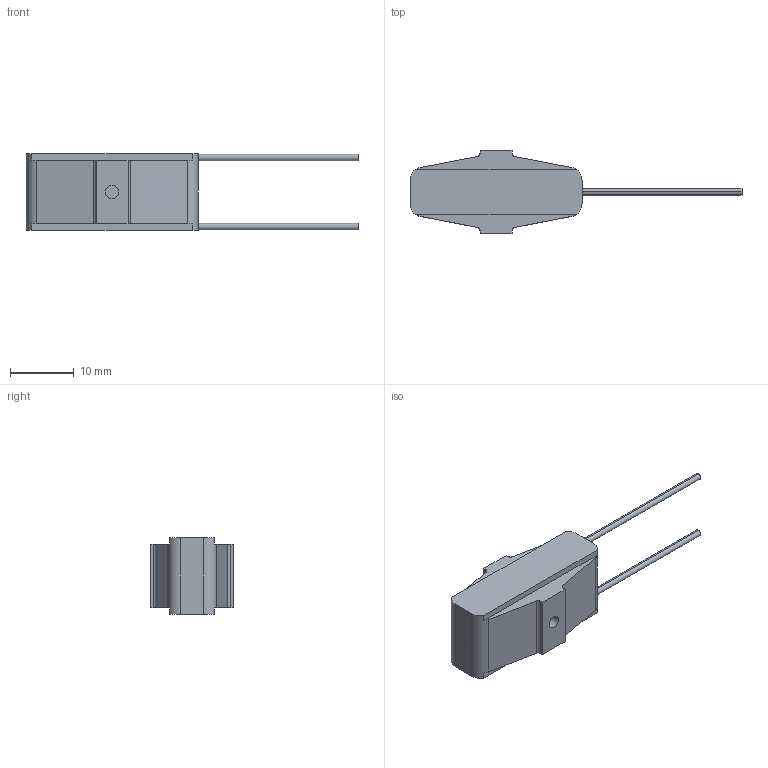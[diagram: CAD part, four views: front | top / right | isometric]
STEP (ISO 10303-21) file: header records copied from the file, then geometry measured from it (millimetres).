
FILE_DESCRIPTION (( 'STEP AP203' ), '1' );
FILE_NAME ('60A5-B1Ä£ÐÍ3DÍ¼A.2022.09.13.STEP', '2022-09-13T03:42:49', ( 'Micorosoft' ), ( 'Micorosoft' ), 'SwSTEP 2.0', 'SolidWorks 2016', '' );
FILE_SCHEMA (( 'CONFIG_CONTROL_DESIGN' ));
Length unit declared in the file: millimetre
Products named in the file (1): 60A5-B1耀倰3D芞A.2022.09.13
Bounding box: 51.9 x 13 x 12 mm (x, y, z)
Volume: 3023.3 mm3; surface area: 1543.9 mm2
Topology: 1 solids, 1 shells, 42 faces, 108 edges, 72 vertices
Faces by surface type: plane 26, cylinder 16
Entity records: 1369 total; most frequent: DIRECTION 234, CARTESIAN_POINT 223, ORIENTED_EDGE 216, EDGE_CURVE 108, AXIS2_PLACEMENT_3D 83, VERTEX_POINT 72, LINE 68, VECTOR 68
